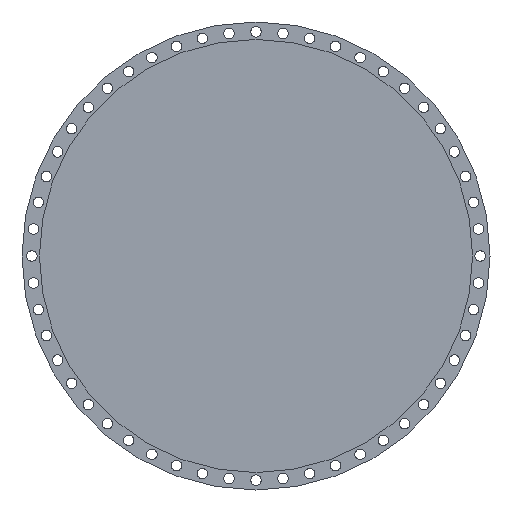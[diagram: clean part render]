
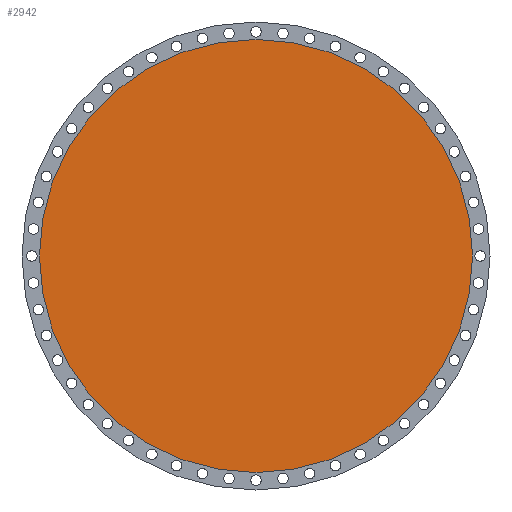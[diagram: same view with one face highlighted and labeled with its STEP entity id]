
A CAD part, left-side view. The second image highlights one B-rep face of the part: STEP entity #2942.
In plain terms, the highlighted planar face has unit normal (-1, 0, 0).
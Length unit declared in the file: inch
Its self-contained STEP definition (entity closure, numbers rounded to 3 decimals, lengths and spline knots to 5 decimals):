
#102 = AXIS2_PLACEMENT_3D ( 'NONE', #3228, #1038, #2940 ) ;
#1038 = DIRECTION ( 'NONE',  ( -1., 0., 0. ) ) ;
#1455 = DIRECTION ( 'NONE',  ( -1., 0., 0. ) ) ;
#1708 = CARTESIAN_POINT ( 'NONE',  ( 0., 0., 0. ) ) ;
#1714 = ORIENTED_EDGE ( 'NONE', *, *, #2840, .T. ) ;
#1897 = VERTEX_POINT ( 'NONE', #2168 ) ;
#2044 = EDGE_LOOP ( 'NONE', ( #3565, #1714 ) ) ;
#2076 = CIRCLE ( 'NONE', #4067, 23.25 ) ;
#2125 = EDGE_CURVE ( 'NONE', #1897, #2236, #2076, .T. ) ;
#2168 = CARTESIAN_POINT ( 'NONE',  ( 0., 0., 23.25 ) ) ;
#2236 = VERTEX_POINT ( 'NONE', #2348 ) ;
#2348 = CARTESIAN_POINT ( 'NONE',  ( 0., 0., -23.25 ) ) ;
#2717 = DIRECTION ( 'NONE',  ( 0., 0., 1. ) ) ;
#2840 = EDGE_CURVE ( 'NONE', #2236, #1897, #2947, .T. ) ;
#2921 = FACE_OUTER_BOUND ( 'NONE', #2044, .T. ) ;
#2940 = DIRECTION ( 'NONE',  ( 0., 0., 1. ) ) ;
#2942 = ADVANCED_FACE ( 'NONE', ( #2921 ), #3582, .T. ) ;
#2947 = CIRCLE ( 'NONE', #3744, 23.25 ) ;
#2974 = DIRECTION ( 'NONE',  ( 0., 0., 1. ) ) ;
#3228 = CARTESIAN_POINT ( 'NONE',  ( 0., 0., 0. ) ) ;
#3565 = ORIENTED_EDGE ( 'NONE', *, *, #2125, .T. ) ;
#3582 = PLANE ( 'NONE',  #102 ) ;
#3637 = DIRECTION ( 'NONE',  ( -1., 0., 0. ) ) ;
#3744 = AXIS2_PLACEMENT_3D ( 'NONE', #4031, #1455, #2717 ) ;
#4031 = CARTESIAN_POINT ( 'NONE',  ( 0., 0., 0. ) ) ;
#4067 = AXIS2_PLACEMENT_3D ( 'NONE', #1708, #3637, #2974 ) ;
